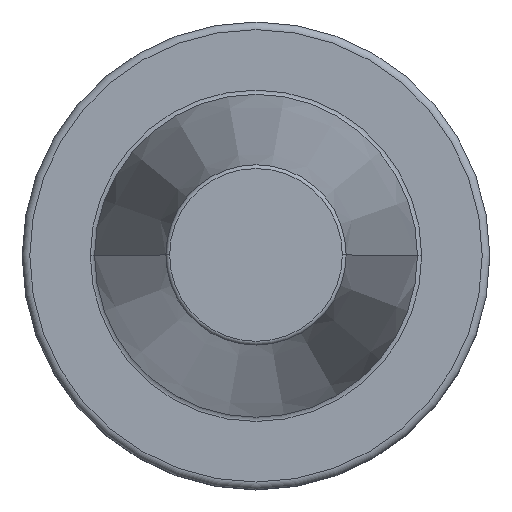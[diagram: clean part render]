
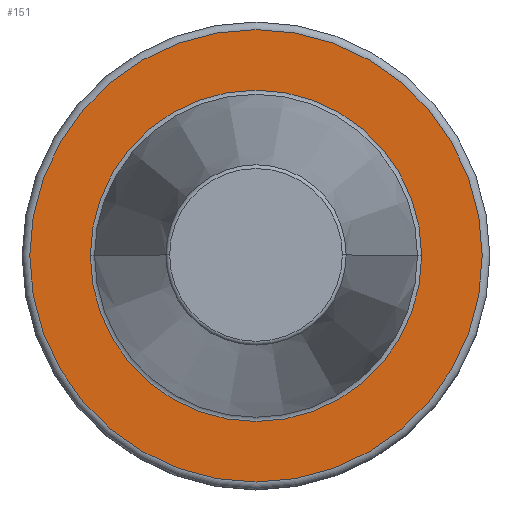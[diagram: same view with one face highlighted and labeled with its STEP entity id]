
A CAD part, top view. The second image highlights one B-rep face of the part: STEP entity #151.
In plain terms, the highlighted planar face has unit normal (0, 0, 1).
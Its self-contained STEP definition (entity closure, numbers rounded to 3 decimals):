
#151=ADVANCED_FACE('',(#180,#181),#170,.F.);
#170=PLANE('',#616);
#180=FACE_BOUND('',#207,.T.);
#181=FACE_BOUND('',#208,.T.);
#207=EDGE_LOOP('',(#303));
#208=EDGE_LOOP('',(#304,#305));
#303=ORIENTED_EDGE('',*,*,#455,.T.);
#304=ORIENTED_EDGE('',*,*,#456,.F.);
#305=ORIENTED_EDGE('',*,*,#430,.F.);
#383=VERTEX_POINT('',#905);
#384=VERTEX_POINT('',#907);
#398=VERTEX_POINT('',#958);
#430=EDGE_CURVE('',#383,#384,#493,.T.);
#455=EDGE_CURVE('',#398,#398,#510,.T.);
#456=EDGE_CURVE('',#384,#383,#511,.T.);
#493=CIRCLE('',#585,16.291);
#510=CIRCLE('',#614,22.24);
#511=CIRCLE('',#615,16.291);
#585=AXIS2_PLACEMENT_3D('',#906,#715,#716);
#614=AXIS2_PLACEMENT_3D('',#957,#781,#782);
#615=AXIS2_PLACEMENT_3D('',#959,#783,#784);
#616=AXIS2_PLACEMENT_3D('',#960,#785,#786);
#715=DIRECTION('',(0.,0.,1.));
#716=DIRECTION('',(1.,0.,0.));
#781=DIRECTION('',(0.,0.,1.));
#782=DIRECTION('',(-1.,0.,0.));
#783=DIRECTION('',(0.,0.,1.));
#784=DIRECTION('',(1.,0.,0.));
#785=DIRECTION('',(0.,0.,-1.));
#786=DIRECTION('',(1.,0.,0.));
#905=CARTESIAN_POINT('',(-16.291,0.,-2.));
#906=CARTESIAN_POINT('',(0.,0.,-2.));
#907=CARTESIAN_POINT('',(16.291,0.,-2.));
#957=CARTESIAN_POINT('',(0.,0.,-2.));
#958=CARTESIAN_POINT('',(-22.24,0.,-2.));
#959=CARTESIAN_POINT('',(0.,0.,-2.));
#960=CARTESIAN_POINT('',(0.,16.291,-2.));
